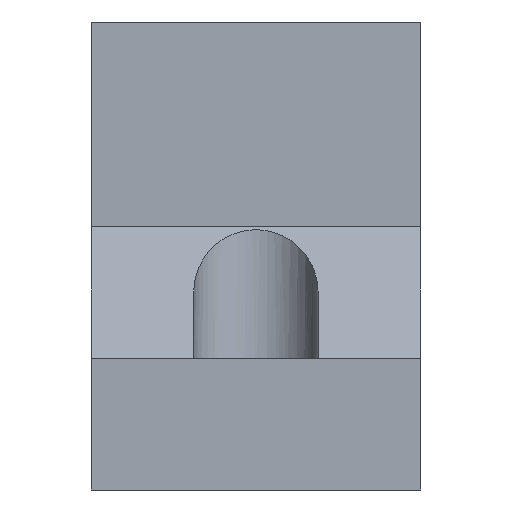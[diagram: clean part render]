
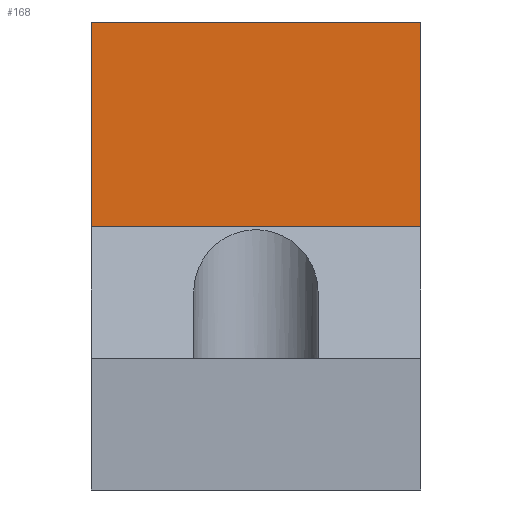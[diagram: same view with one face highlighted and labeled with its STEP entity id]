
A CAD part, front view. The second image highlights one B-rep face of the part: STEP entity #168.
In plain terms, the highlighted planar face has unit normal (0, -1, 0).
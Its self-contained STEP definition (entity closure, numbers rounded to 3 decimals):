
#5 = DIRECTION ( 'NONE',  ( 1., 0., 0. ) ) ;
#13 = CARTESIAN_POINT ( 'NONE',  ( -12.5, 68., 35.547 ) ) ;
#38 = ORIENTED_EDGE ( 'NONE', *, *, #345, .F. ) ;
#40 = LINE ( 'NONE', #454, #226 ) ;
#89 = CARTESIAN_POINT ( 'NONE',  ( -12.5, 68., 20. ) ) ;
#104 = CARTESIAN_POINT ( 'NONE',  ( 12.5, 68., 20. ) ) ;
#125 = VERTEX_POINT ( 'NONE', #432 ) ;
#160 = VECTOR ( 'NONE', #5, 1000. ) ;
#168 = ADVANCED_FACE ( 'NONE', ( #580 ), #353, .T. ) ;
#218 = DIRECTION ( 'NONE',  ( 0., 0., -1. ) ) ;
#226 = VECTOR ( 'NONE', #310, 1000. ) ;
#231 = CARTESIAN_POINT ( 'NONE',  ( 12.5, 68., 20. ) ) ;
#268 = LINE ( 'NONE', #231, #311 ) ;
#278 = EDGE_LOOP ( 'NONE', ( #370, #281, #327, #38 ) ) ;
#281 = ORIENTED_EDGE ( 'NONE', *, *, #429, .F. ) ;
#304 = LINE ( 'NONE', #573, #525 ) ;
#307 = VERTEX_POINT ( 'NONE', #89 ) ;
#310 = DIRECTION ( 'NONE',  ( 0., 0., 1. ) ) ;
#311 = VECTOR ( 'NONE', #589, 1000. ) ;
#327 = ORIENTED_EDGE ( 'NONE', *, *, #577, .F. ) ;
#335 = LINE ( 'NONE', #13, #160 ) ;
#345 = EDGE_CURVE ( 'NONE', #538, #307, #268, .T. ) ;
#353 = PLANE ( 'NONE',  #530 ) ;
#360 = EDGE_CURVE ( 'NONE', #538, #440, #40, .T. ) ;
#370 = ORIENTED_EDGE ( 'NONE', *, *, #360, .T. ) ;
#384 = CARTESIAN_POINT ( 'NONE',  ( 12.5, 68., 35.547 ) ) ;
#429 = EDGE_CURVE ( 'NONE', #125, #440, #335, .T. ) ;
#432 = CARTESIAN_POINT ( 'NONE',  ( -12.5, 68., 35.547 ) ) ;
#440 = VERTEX_POINT ( 'NONE', #384 ) ;
#445 = DIRECTION ( 'NONE',  ( 0., 0., 1. ) ) ;
#446 = CARTESIAN_POINT ( 'NONE',  ( -12.5, 68., 10. ) ) ;
#454 = CARTESIAN_POINT ( 'NONE',  ( 12.5, 68., 10. ) ) ;
#485 = DIRECTION ( 'NONE',  ( 0., -1., 0. ) ) ;
#525 = VECTOR ( 'NONE', #445, 1000. ) ;
#530 = AXIS2_PLACEMENT_3D ( 'NONE', #446, #485, #218 ) ;
#538 = VERTEX_POINT ( 'NONE', #104 ) ;
#573 = CARTESIAN_POINT ( 'NONE',  ( -12.5, 68., 10. ) ) ;
#577 = EDGE_CURVE ( 'NONE', #307, #125, #304, .T. ) ;
#580 = FACE_OUTER_BOUND ( 'NONE', #278, .T. ) ;
#589 = DIRECTION ( 'NONE',  ( -1., 0., 0. ) ) ;
